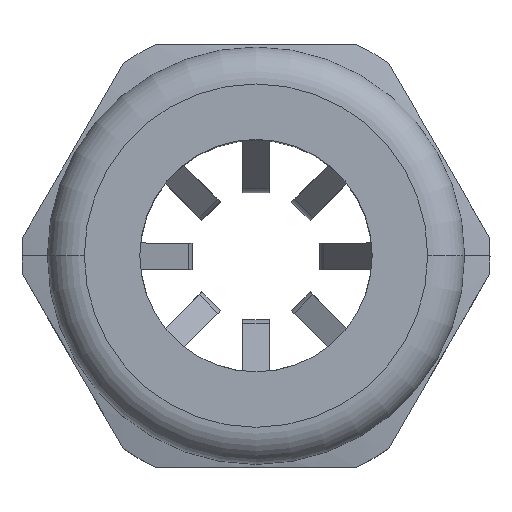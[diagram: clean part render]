
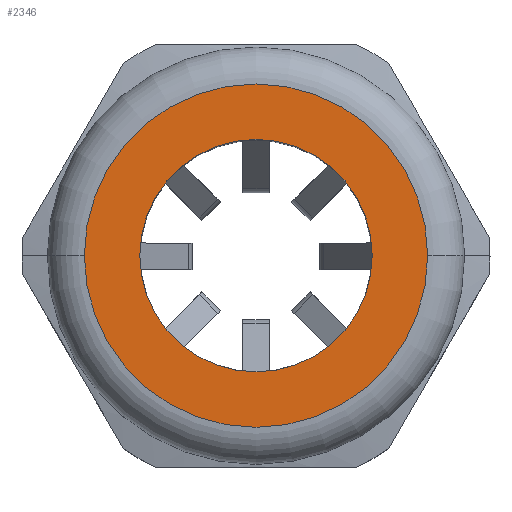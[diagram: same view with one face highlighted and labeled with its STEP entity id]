
A CAD part, top view. The second image highlights one B-rep face of the part: STEP entity #2346.
In plain terms, the highlighted planar face has unit normal (0, 0, 1).
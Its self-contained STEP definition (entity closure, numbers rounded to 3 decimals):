
#87 = AXIS2_PLACEMENT_3D ( 'NONE', #286, #285, #284 ) ;
#99 = AXIS2_PLACEMENT_3D ( 'NONE', #315, #311, #310 ) ;
#284 = DIRECTION ( 'NONE',  ( 1., 0., 0. ) ) ;
#285 = DIRECTION ( 'NONE',  ( 0., 0., 1. ) ) ;
#286 = CARTESIAN_POINT ( 'NONE',  ( 0., 0., 42. ) ) ;
#310 = DIRECTION ( 'NONE',  ( 1., 0., 0. ) ) ;
#311 = DIRECTION ( 'NONE',  ( 0., 0., 1. ) ) ;
#315 = CARTESIAN_POINT ( 'NONE',  ( 0., 0., 42. ) ) ;
#796 = VERTEX_POINT ( 'NONE', #2859 ) ;
#797 = VERTEX_POINT ( 'NONE', #2858 ) ;
#804 = VERTEX_POINT ( 'NONE', #2851 ) ;
#805 = VERTEX_POINT ( 'NONE', #2850 ) ;
#1313 = FACE_BOUND ( 'NONE', #2934, .T. ) ;
#1316 = FACE_OUTER_BOUND ( 'NONE', #2935, .T. ) ;
#1441 = CIRCLE ( 'NONE', #1860, 16.25 ) ;
#1442 = CIRCLE ( 'NONE', #1906, 11. ) ;
#1518 = DIRECTION ( 'NONE',  ( 1., 0., 0. ) ) ;
#1519 = DIRECTION ( 'NONE',  ( 0., 0., 1. ) ) ;
#1520 = CARTESIAN_POINT ( 'NONE',  ( 0., 0., 42. ) ) ;
#1521 = DIRECTION ( 'NONE',  ( 1., 0., 0. ) ) ;
#1522 = DIRECTION ( 'NONE',  ( 0., 0., 1. ) ) ;
#1523 = CARTESIAN_POINT ( 'NONE',  ( 0., 0., 42. ) ) ;
#1727 = AXIS2_PLACEMENT_3D ( 'NONE', #3299, #3298, #3297 ) ;
#1860 = AXIS2_PLACEMENT_3D ( 'NONE', #1520, #1519, #1518 ) ;
#1906 = AXIS2_PLACEMENT_3D ( 'NONE', #1523, #1522, #1521 ) ;
#2035 = CIRCLE ( 'NONE', #87, 16.25 ) ;
#2042 = CIRCLE ( 'NONE', #99, 11. ) ;
#2200 = EDGE_CURVE ( 'NONE', #796, #797, #2042, .T. ) ;
#2208 = EDGE_CURVE ( 'NONE', #805, #804, #2035, .T. ) ;
#2346 = ADVANCED_FACE ( 'NONE', ( #1313, #1316 ), #3300, .T. ) ;
#2764 = EDGE_CURVE ( 'NONE', #797, #796, #1442, .T. ) ;
#2765 = EDGE_CURVE ( 'NONE', #804, #805, #1441, .T. ) ;
#2850 = CARTESIAN_POINT ( 'NONE',  ( 16.25, 0., 42. ) ) ;
#2851 = CARTESIAN_POINT ( 'NONE',  ( -16.25, 0., 42. ) ) ;
#2858 = CARTESIAN_POINT ( 'NONE',  ( 11., 0., 42. ) ) ;
#2859 = CARTESIAN_POINT ( 'NONE',  ( -11., 0., 42. ) ) ;
#2934 = EDGE_LOOP ( 'NONE', ( #3391, #3393 ) ) ;
#2935 = EDGE_LOOP ( 'NONE', ( #3390, #3394 ) ) ;
#3297 = DIRECTION ( 'NONE',  ( 1., 0., 0. ) ) ;
#3298 = DIRECTION ( 'NONE',  ( 0., 0., 1. ) ) ;
#3299 = CARTESIAN_POINT ( 'NONE',  ( 0., 0., 42. ) ) ;
#3300 = PLANE ( 'NONE',  #1727 ) ;
#3390 = ORIENTED_EDGE ( 'NONE', *, *, #2208, .T. ) ;
#3391 = ORIENTED_EDGE ( 'NONE', *, *, #2764, .F. ) ;
#3393 = ORIENTED_EDGE ( 'NONE', *, *, #2200, .F. ) ;
#3394 = ORIENTED_EDGE ( 'NONE', *, *, #2765, .T. ) ;
